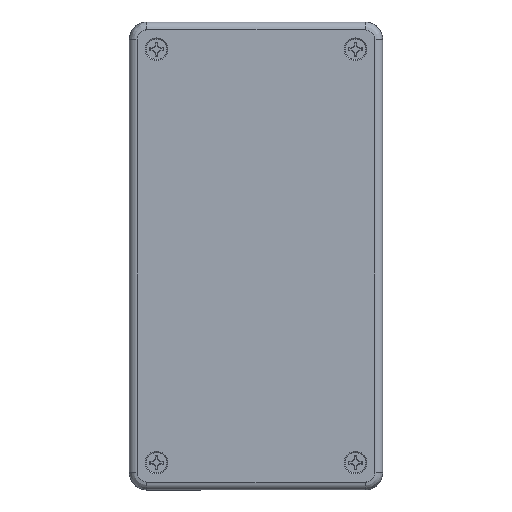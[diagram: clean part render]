
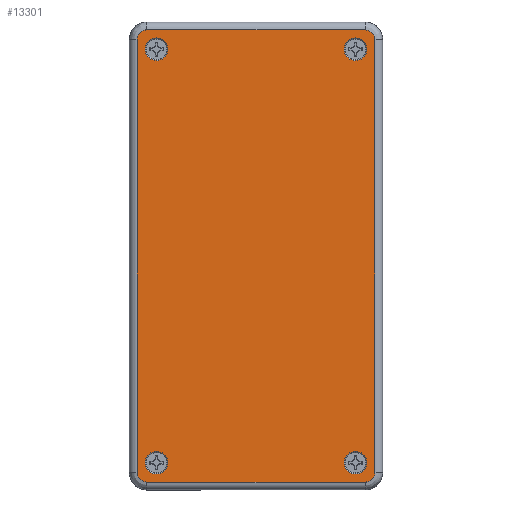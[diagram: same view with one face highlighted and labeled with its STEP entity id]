
A CAD part, top view. The second image highlights one B-rep face of the part: STEP entity #13301.
In plain terms, the highlighted face is planar.
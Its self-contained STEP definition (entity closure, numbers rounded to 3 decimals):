
#255=ELLIPSE('',#14244,2.501,2.5);
#258=ELLIPSE('',#14248,2.501,2.5);
#259=ELLIPSE('',#14254,2.501,2.5);
#262=ELLIPSE('',#14258,2.501,2.5);
#1670=LINE('',#22861,#3054);
#1672=LINE('',#22929,#3056);
#1675=LINE('',#22936,#3059);
#1677=LINE('',#22999,#3061);
#3054=VECTOR('',#17451,110.937);
#3056=VECTOR('',#17471,55.937);
#3059=VECTOR('',#17478,55.937);
#3061=VECTOR('',#17494,110.937);
#3676=PLANE('',#14266);
#3741=FACE_BOUND('',#5157,.T.);
#3742=FACE_BOUND('',#5158,.T.);
#3743=FACE_BOUND('',#5159,.T.);
#3744=FACE_BOUND('',#5160,.T.);
#4418=FACE_OUTER_BOUND('',#5156,.T.);
#5156=EDGE_LOOP('',(#12390,#12391,#12392,#12393,#12394,#12395,#12396,#12397));
#5157=EDGE_LOOP('',(#12398));
#5158=EDGE_LOOP('',(#12399));
#5159=EDGE_LOOP('',(#12400));
#5160=EDGE_LOOP('',(#12401));
#5525=CIRCLE('',#14267,2.9);
#5526=CIRCLE('',#14268,2.9);
#5527=CIRCLE('',#14269,2.9);
#5528=CIRCLE('',#14270,2.9);
#6757=VERTEX_POINT('',#22858);
#6758=VERTEX_POINT('',#22860);
#6761=VERTEX_POINT('',#22891);
#6762=VERTEX_POINT('',#22920);
#6765=VERTEX_POINT('',#22927);
#6766=VERTEX_POINT('',#22932);
#6769=VERTEX_POINT('',#22963);
#6770=VERTEX_POINT('',#22992);
#6777=VERTEX_POINT('',#23019);
#6778=VERTEX_POINT('',#23021);
#6779=VERTEX_POINT('',#23023);
#6780=VERTEX_POINT('',#23025);
#8643=EDGE_CURVE('',#6757,#6758,#1670,.T.);
#8647=EDGE_CURVE('',#6761,#6757,#255,.T.);
#8651=EDGE_CURVE('',#6758,#6762,#258,.T.);
#8653=EDGE_CURVE('',#6765,#6761,#1672,.T.);
#8657=EDGE_CURVE('',#6762,#6766,#1675,.T.);
#8659=EDGE_CURVE('',#6769,#6765,#259,.T.);
#8663=EDGE_CURVE('',#6766,#6770,#262,.T.);
#8665=EDGE_CURVE('',#6770,#6769,#1677,.T.);
#8675=EDGE_CURVE('',#6777,#6777,#5525,.T.);
#8676=EDGE_CURVE('',#6778,#6778,#5526,.T.);
#8677=EDGE_CURVE('',#6779,#6779,#5527,.T.);
#8678=EDGE_CURVE('',#6780,#6780,#5528,.T.);
#12390=ORIENTED_EDGE('',*,*,#8643,.F.);
#12391=ORIENTED_EDGE('',*,*,#8647,.F.);
#12392=ORIENTED_EDGE('',*,*,#8653,.F.);
#12393=ORIENTED_EDGE('',*,*,#8659,.F.);
#12394=ORIENTED_EDGE('',*,*,#8665,.F.);
#12395=ORIENTED_EDGE('',*,*,#8663,.F.);
#12396=ORIENTED_EDGE('',*,*,#8657,.F.);
#12397=ORIENTED_EDGE('',*,*,#8651,.F.);
#12398=ORIENTED_EDGE('',*,*,#8675,.T.);
#12399=ORIENTED_EDGE('',*,*,#8676,.T.);
#12400=ORIENTED_EDGE('',*,*,#8677,.T.);
#12401=ORIENTED_EDGE('',*,*,#8678,.T.);
#13301=ADVANCED_FACE('',(#4418,#3741,#3742,#3743,#3744),#3676,.F.);
#14244=AXIS2_PLACEMENT_3D('',#22893,#17457,#17458);
#14248=AXIS2_PLACEMENT_3D('',#22924,#17465,#17466);
#14254=AXIS2_PLACEMENT_3D('',#22965,#17481,#17482);
#14258=AXIS2_PLACEMENT_3D('',#22996,#17489,#17490);
#14266=AXIS2_PLACEMENT_3D('',#23018,#17514,#17515);
#14267=AXIS2_PLACEMENT_3D('',#23020,#17516,#17517);
#14268=AXIS2_PLACEMENT_3D('',#23022,#17518,#17519);
#14269=AXIS2_PLACEMENT_3D('',#23024,#17520,#17521);
#14270=AXIS2_PLACEMENT_3D('',#23026,#17522,#17523);
#17451=DIRECTION('',(-1.,0.,0.));
#17457=DIRECTION('center_axis',(0.,0.,1.));
#17458=DIRECTION('ref_axis',(0.707,0.707,0.));
#17465=DIRECTION('center_axis',(0.,0.,1.));
#17466=DIRECTION('ref_axis',(-0.707,0.707,0.));
#17471=DIRECTION('',(0.,1.,0.));
#17478=DIRECTION('',(0.,-1.,0.));
#17481=DIRECTION('center_axis',(0.,0.,1.));
#17482=DIRECTION('ref_axis',(0.707,-0.707,0.));
#17489=DIRECTION('center_axis',(0.,0.,1.));
#17490=DIRECTION('ref_axis',(-0.707,-0.707,0.));
#17494=DIRECTION('',(1.,0.,0.));
#17514=DIRECTION('center_axis',(0.,0.,1.));
#17515=DIRECTION('ref_axis',(1.,0.,0.));
#17516=DIRECTION('center_axis',(0.,0.,1.));
#17517=DIRECTION('ref_axis',(1.,0.,0.));
#17518=DIRECTION('center_axis',(0.,0.,1.));
#17519=DIRECTION('ref_axis',(1.,0.,0.));
#17520=DIRECTION('center_axis',(0.,0.,1.));
#17521=DIRECTION('ref_axis',(1.,0.,0.));
#17522=DIRECTION('center_axis',(0.,0.,1.));
#17523=DIRECTION('ref_axis',(1.,0.,0.));
#22858=CARTESIAN_POINT('',(55.469,30.468,-3.8));
#22860=CARTESIAN_POINT('',(-55.469,30.468,-3.8));
#22861=CARTESIAN_POINT('',(30.,30.468,-3.8));
#22891=CARTESIAN_POINT('',(57.968,27.969,-3.8));
#22893=CARTESIAN_POINT('Origin',(55.468,27.968,-3.8));
#22920=CARTESIAN_POINT('',(-57.968,27.969,-3.8));
#22924=CARTESIAN_POINT('Origin',(-55.468,27.968,-3.8));
#22927=CARTESIAN_POINT('',(57.968,-27.969,-3.8));
#22929=CARTESIAN_POINT('',(57.968,-16.25,-3.8));
#22932=CARTESIAN_POINT('',(-57.968,-27.969,-3.8));
#22936=CARTESIAN_POINT('',(-57.968,16.25,-3.8));
#22963=CARTESIAN_POINT('',(55.469,-30.468,-3.8));
#22965=CARTESIAN_POINT('Origin',(55.468,-27.968,-3.8));
#22992=CARTESIAN_POINT('',(-55.469,-30.468,-3.8));
#22996=CARTESIAN_POINT('Origin',(-55.468,-27.968,-3.8));
#22999=CARTESIAN_POINT('',(-30.,-30.468,-3.8));
#23018=CARTESIAN_POINT('Origin',(0.,0.,-3.8));
#23019=CARTESIAN_POINT('',(-55.9,25.5,-3.8));
#23020=CARTESIAN_POINT('Origin',(-53.,25.5,-3.8));
#23021=CARTESIAN_POINT('',(50.1,25.5,-3.8));
#23022=CARTESIAN_POINT('Origin',(53.,25.5,-3.8));
#23023=CARTESIAN_POINT('',(50.1,-25.5,-3.8));
#23024=CARTESIAN_POINT('Origin',(53.,-25.5,-3.8));
#23025=CARTESIAN_POINT('',(-55.9,-25.5,-3.8));
#23026=CARTESIAN_POINT('Origin',(-53.,-25.5,-3.8));
